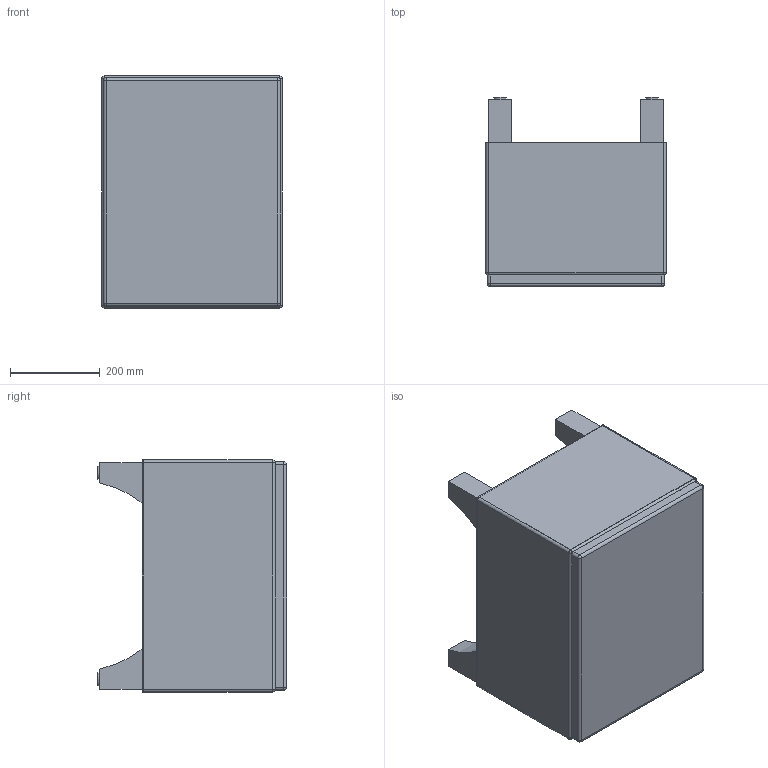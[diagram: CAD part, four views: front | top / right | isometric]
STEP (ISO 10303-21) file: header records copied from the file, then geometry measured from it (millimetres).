
FILE_DESCRIPTION(/* description */ (''),/* implementation_level */ '2;1');
FILE_NAME(/* name */ 'KOU15T (SYMBOL).stp',/* time_stamp */ '2017-03-14T11:35:43-04:00',/* author */ ('emerkel'),/* organization */ (''),/* preprocessor_version */ 'ST-DEVELOPER v16.5',/* originating_system */ 'Autodesk Inventor 2017',/* authorisation */ '');
FILE_SCHEMA (('AUTOMOTIVE_DESIGN { 1 0 10303 214 3 1 1 }'));
Length unit declared in the file: inch
Products named in the file (6): KOU15T (SYMBOL); GT03 ITOP 042T (generic); MT15T UBASE FABRIC; NEW KOU LEG; NEW KOU LEG_1; GLIDE APFAA06-1
Assembly tree (8 placements, depth 3):
  KOU15T (SYMBOL)
    GT03 ITOP 042T (generic)
    MT15T UBASE FABRIC
    NEW KOU LEG  x4
      NEW KOU LEG_1
      GLIDE APFAA06-1
Bounding box: 401.64 x 420.74 x 515.94 mm (x, y, z)
Volume: 7576411.8 mm3; surface area: 2204581.3 mm2
Topology: 26 solids, 26 shells, 318 faces, 716 edges, 464 vertices
Faces by surface type: plane 178, cone 64, cylinder 60, sphere 12, torus 4
Full cylindrical faces by diameter (mm): 10.77 x4, 16.002 x4, 19.05 x4, 28.575 x4
Entity records: 3513 total; most frequent: DIRECTION 637, CARTESIAN_POINT 600, ORIENTED_EDGE 528, EDGE_CURVE 264, AXIS2_PLACEMENT_3D 252, VERTEX_POINT 167, LINE 133, VECTOR 133
